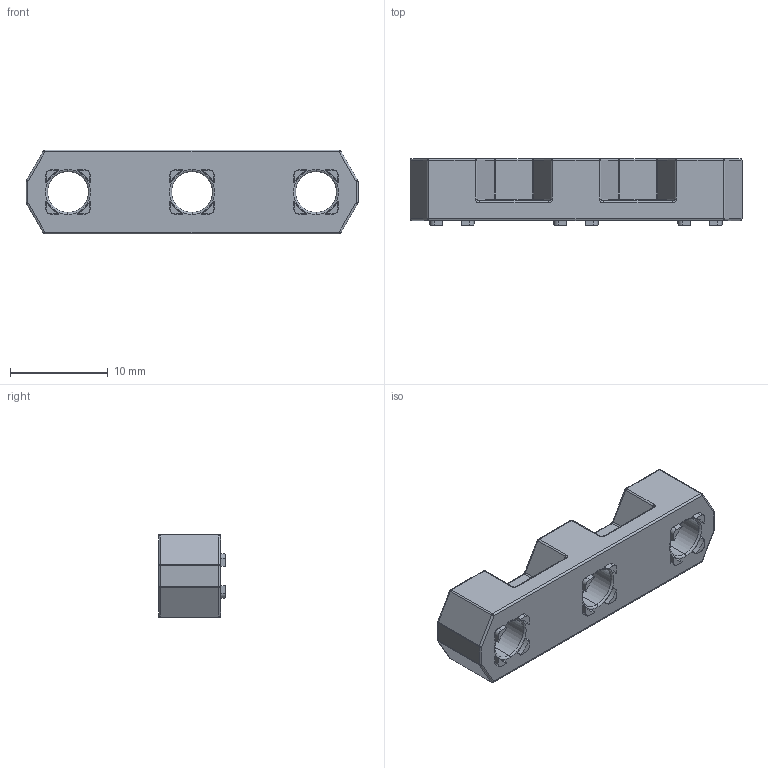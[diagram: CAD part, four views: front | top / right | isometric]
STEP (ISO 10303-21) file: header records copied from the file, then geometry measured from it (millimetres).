
FILE_DESCRIPTION (( 'STEP AP203' ), '1' );
FILE_NAME ('276-8023-001 Rev2 - Web.STEP', '2022-02-22T16:01:15', ( '' ), ( '' ), 'SwSTEP 2.0', 'SolidWorks 2021', '' );
FILE_SCHEMA (( 'CONFIG_CONTROL_DESIGN' ));
Length unit declared in the file: millimetre
Products named in the file (1): 276-8023-001 Rev2 - Web
Bounding box: 34 x 6.85 x 8.6 mm (x, y, z)
Volume: 1159.2 mm3; surface area: 1310.2 mm2
Topology: 1 solids, 1 shells, 299 faces, 714 edges, 400 vertices
Faces by surface type: cylinder 114, plane 101, torus 32, sphere 32, cone 12, bspline 8
Entity records: 8485 total; most frequent: CARTESIAN_POINT 1710, DIRECTION 1466, ORIENTED_EDGE 1364, EDGE_CURVE 682, AXIS2_PLACEMENT_3D 556, VERTEX_POINT 400, LINE 354, VECTOR 354
